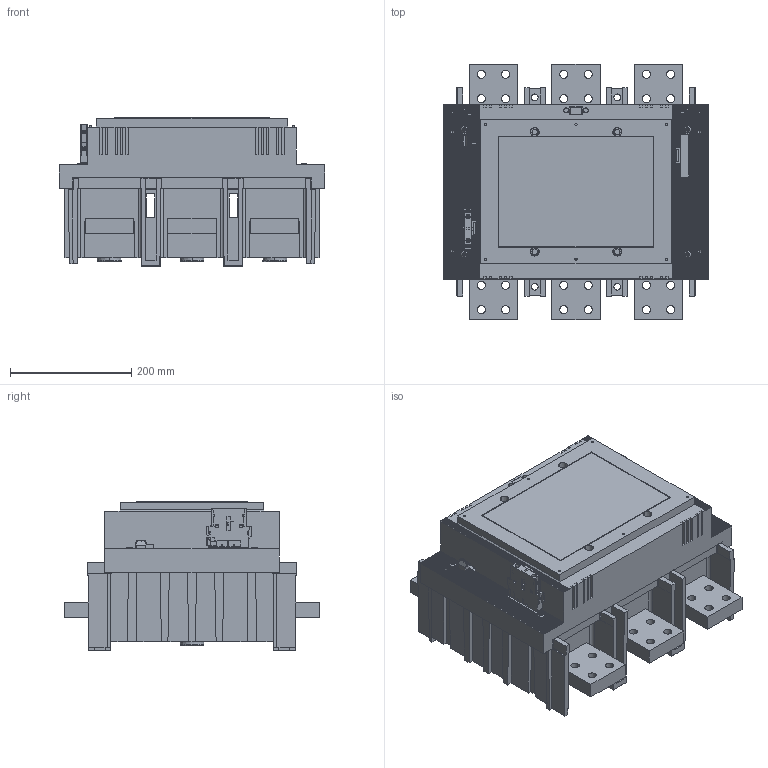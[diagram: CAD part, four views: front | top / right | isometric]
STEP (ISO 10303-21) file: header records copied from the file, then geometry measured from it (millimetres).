
FILE_DESCRIPTION((''),'2;1');
FILE_NAME('10003243664_ASM','2017-12-05T',('cwyrsch'),('Rockwell Automation Switzerland GmbH'),'PRO/ENGINEER BY PARAMETRIC TECHNOLOGY CORPORATION, 2015440','PRO/ENGINEER BY PARAMETRIC TECHNOLOGY CORPORATION, 2015440','');
FILE_SCHEMA(('AUTOMOTIVE_DESIGN { 1 0 10303 214 1 1 1 1 }'));
Products named in the file (8): 10003243665; 10003243666; 10003243667; 10003243668; 10003243669; 10003243670; 10003243671; 10003243664_ASM
Assembly tree (21 placements, depth 2):
  10003243664_ASM
    10003243665
    10003243666
    10003243667  x4
    10003243668  x4
    10003243669
    10003243670  x4
    10003243671  x6
Bounding box: 437.7 x 421.6 x 244.3 mm (x, y, z)
Volume: 23363698.7 mm3; surface area: 1578660.5 mm2
Topology: 21 solids, 39 shells, 4660 faces, 12755 edges, 8360 vertices
Faces by surface type: plane 2942, cylinder 1312, torus 256, cone 142, sphere 8
Entity records: 121305 total; most frequent: CARTESIAN_POINT 17492, ORIENTED_EDGE 16154, DIRECTION 15593, PRESENTATION_STYLE_ASSIGNMENT 8160, STYLED_ITEM 8084, CURVE_STYLE 8077, EDGE_CURVE 8077, VECTOR 6097
